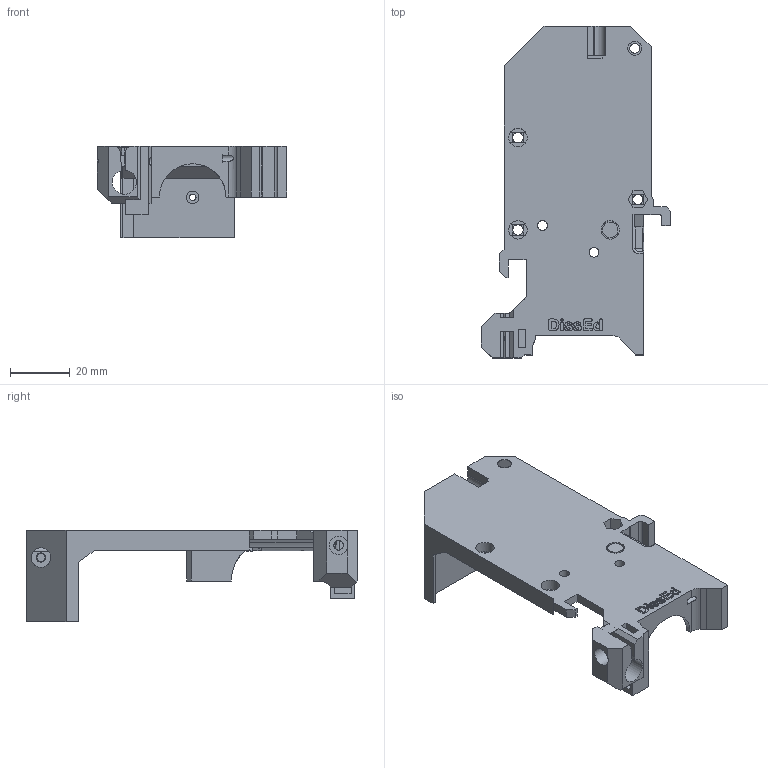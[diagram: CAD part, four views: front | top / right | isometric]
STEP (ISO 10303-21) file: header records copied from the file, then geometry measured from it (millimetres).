
FILE_DESCRIPTION(/* description */ (''),/* implementation_level */ '2;1');
FILE_NAME(/* name */ 'Extruder-Body_DissEd-NoSupports v2.step',/* time_stamp */ '2018-11-10T12:26:11+01:00',/* author */ (''),/* organization */ (''),/* preprocessor_version */ 'ST-DEVELOPER v17.2',/* originating_system */ 'Autodesk Translation Framework v7.6.0.251',/* authorisation */ '');
FILE_SCHEMA (('AUTOMOTIVE_DESIGN { 1 0 10303 214 3 1 1 }'));
Length unit declared in the file: millimetre
Products named in the file (1): body completo
Bounding box: 63.5 x 111.5 x 30.6 mm (x, y, z)
Volume: 30 mm3; surface area: 20226.4 mm2
Topology: 2 solids, 3 shells, 567 faces, 1638 edges, 1084 vertices
Faces by surface type: plane 298, bspline 201, cylinder 54, cone 12, torus 2
Full cylindrical faces by diameter (mm): 2.8 x5, 3.2 x3, 3.3 x4, 3.4 x1, 3.5 x3, 4.2 x1, 4.64 x1, 5.2 x1, 6.2 x4, 6.6 x1
Entity records: 22769 total; most frequent: CARTESIAN_POINT 9007, ORIENTED_EDGE 3266, DIRECTION 2160, EDGE_CURVE 1633, VERTEX_POINT 1084, LINE 990, VECTOR 990, EDGE_LOOP 615
